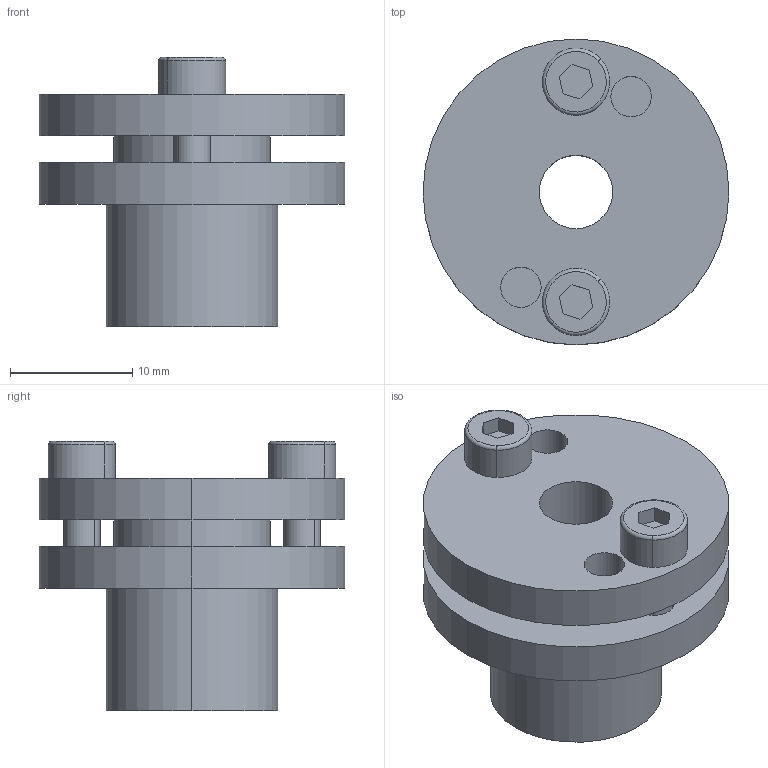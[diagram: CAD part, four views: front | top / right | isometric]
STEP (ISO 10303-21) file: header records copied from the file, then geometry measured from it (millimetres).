
FILE_DESCRIPTION (( 'STEP AP203' ), '1' );
FILE_NAME ('ETP-Mini-6.step', '2004-09-09T08:28:30', ( 'System Administrator' ), ( 'Cevican' ), 'SwSTEP 2.0', 'SolidWorks 2002308', '' );
FILE_SCHEMA (( 'CONFIG_CONTROL_DESIGN' ));
Length unit declared in the file: millimetre
Products named in the file (3): ETP-Mini-6; ETP-Mini_ETP-Mini-6; Screw-DIN-912_Screw-DIN-912-M3x8H
Assembly tree (3 placements, depth 2):
  ETP-Mini-6
    Screw-DIN-912_Screw-DIN-912-M3x8H  x2
    ETP-Mini_ETP-Mini-6
Bounding box: 25 x 25 x 22 mm (x, y, z)
Volume: 4701.8 mm3; surface area: 3551.3 mm2
Topology: 3 solids, 3 shells, 75 faces, 166 edges, 104 vertices
Faces by surface type: cylinder 34, plane 25, cone 12, torus 4
Entity records: 1819 total; most frequent: DIRECTION 294, CARTESIAN_POINT 247, ORIENTED_EDGE 232, AXIS2_PLACEMENT_3D 121, EDGE_CURVE 116, VERTEX_POINT 74, EDGE_LOOP 70, CIRCLE 64
